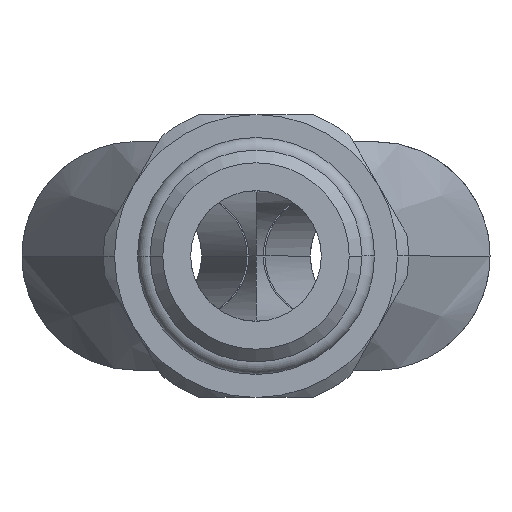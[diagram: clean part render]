
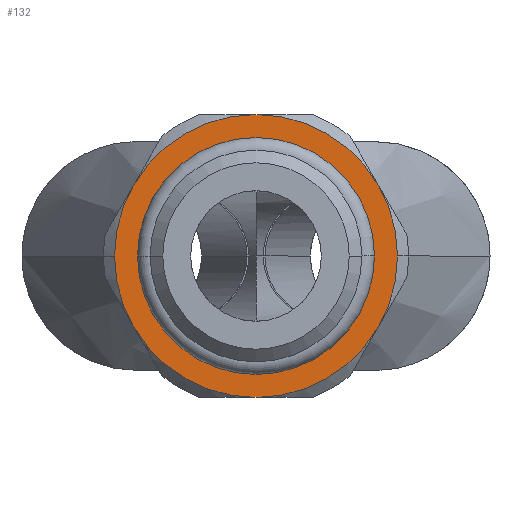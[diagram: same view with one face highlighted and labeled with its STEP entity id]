
A CAD part, front view. The second image highlights one B-rep face of the part: STEP entity #132.
In plain terms, the highlighted planar face has unit normal (0, -1, 0).
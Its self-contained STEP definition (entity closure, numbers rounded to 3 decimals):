
#132=ADVANCED_FACE('',(#351,#352),#353,.F.);
#351=FACE_BOUND('',#626,.T.);
#352=FACE_OUTER_BOUND('',#627,.T.);
#353=PLANE('',#628);
#626=EDGE_LOOP('',(#1362,#1363,#1364));
#627=EDGE_LOOP('',(#1365,#1366,#1367,#1368,#1369,#1370,#1371,#1372));
#628=AXIS2_PLACEMENT_3D('',#1373,#1374,#1375);
#1362=ORIENTED_EDGE('',*,*,#1881,.T.);
#1363=ORIENTED_EDGE('',*,*,#1785,.T.);
#1364=ORIENTED_EDGE('',*,*,#1882,.T.);
#1365=ORIENTED_EDGE('',*,*,#1769,.F.);
#1366=ORIENTED_EDGE('',*,*,#1899,.F.);
#1367=ORIENTED_EDGE('',*,*,#1903,.F.);
#1368=ORIENTED_EDGE('',*,*,#1765,.F.);
#1369=ORIENTED_EDGE('',*,*,#1908,.F.);
#1370=ORIENTED_EDGE('',*,*,#1912,.F.);
#1371=ORIENTED_EDGE('',*,*,#1916,.F.);
#1372=ORIENTED_EDGE('',*,*,#1895,.F.);
#1373=CARTESIAN_POINT('',(0.,4.6,0.));
#1374=DIRECTION('',(0.0,1.0,0.0));
#1375=DIRECTION('',(0.0,0.0,1.0));
#1765=EDGE_CURVE('',#2097,#2099,#2100,.T.);
#1769=EDGE_CURVE('',#2104,#2102,#2106,.T.);
#1785=EDGE_CURVE('',#2130,#2132,#2134,.T.);
#1881=EDGE_CURVE('',#2291,#2130,#2292,.T.);
#1882=EDGE_CURVE('',#2132,#2291,#2293,.T.);
#1895=EDGE_CURVE('',#2102,#2310,#2311,.T.);
#1899=EDGE_CURVE('',#2316,#2104,#2318,.T.);
#1903=EDGE_CURVE('',#2099,#2316,#2324,.T.);
#1908=EDGE_CURVE('',#2330,#2097,#2332,.T.);
#1912=EDGE_CURVE('',#2337,#2330,#2339,.T.);
#1916=EDGE_CURVE('',#2310,#2337,#2345,.T.);
#2097=VERTEX_POINT('',#2755);
#2099=VERTEX_POINT('',#2758);
#2100=CIRCLE('',#2759,6.5);
#2102=VERTEX_POINT('',#2772);
#2104=VERTEX_POINT('',#2775);
#2106=CIRCLE('',#2788,6.5);
#2130=VERTEX_POINT('',#2820);
#2132=VERTEX_POINT('',#2822);
#2134=CIRCLE('',#2824,5.445);
#2291=VERTEX_POINT('',#3036);
#2292=CIRCLE('',#3037,5.445);
#2293=CIRCLE('',#3038,5.445);
#2310=VERTEX_POINT('',#3055);
#2311=CIRCLE('',#3056,6.5);
#2316=VERTEX_POINT('',#3072);
#2318=CIRCLE('',#3085,6.5);
#2324=CIRCLE('',#3113,6.5);
#2330=VERTEX_POINT('',#3130);
#2332=CIRCLE('',#3143,6.5);
#2337=VERTEX_POINT('',#3159);
#2339=CIRCLE('',#3172,6.5);
#2345=CIRCLE('',#3200,6.5);
#2755=CARTESIAN_POINT('',(6.5,4.6,0.));
#2758=CARTESIAN_POINT('',(5.629,4.6,-3.25));
#2759=AXIS2_PLACEMENT_3D('',#3712,#3713,#3714);
#2772=CARTESIAN_POINT('',(-6.5,4.6,0.));
#2775=CARTESIAN_POINT('',(-5.629,4.6,-3.25));
#2788=AXIS2_PLACEMENT_3D('',#3716,#3717,#3718);
#2820=CARTESIAN_POINT('',(5.445,4.6,0.));
#2822=CARTESIAN_POINT('',(-5.445,4.6,0.));
#2824=AXIS2_PLACEMENT_3D('',#3748,#3749,#3750);
#3036=CARTESIAN_POINT('',(0.,4.6,5.445));
#3037=AXIS2_PLACEMENT_3D('',#3926,#3927,#3928);
#3038=AXIS2_PLACEMENT_3D('',#3929,#3930,#3931);
#3055=CARTESIAN_POINT('',(-5.629,4.6,3.25));
#3056=AXIS2_PLACEMENT_3D('',#3968,#3969,#3970);
#3072=CARTESIAN_POINT('',(0.0,4.6,-6.5));
#3085=AXIS2_PLACEMENT_3D('',#3974,#3975,#3976);
#3113=AXIS2_PLACEMENT_3D('',#3980,#3981,#3982);
#3130=CARTESIAN_POINT('',(5.629,4.6,3.25));
#3143=AXIS2_PLACEMENT_3D('',#3989,#3990,#3991);
#3159=CARTESIAN_POINT('',(0.,4.6,6.5));
#3172=AXIS2_PLACEMENT_3D('',#3995,#3996,#3997);
#3200=AXIS2_PLACEMENT_3D('',#4001,#4002,#4003);
#3712=CARTESIAN_POINT('',(0.0,4.6,0.0));
#3713=DIRECTION('',(-0.0,1.0,0.0));
#3714=DIRECTION('',(1.0,0.0,0.0));
#3716=CARTESIAN_POINT('',(0.0,4.6,0.0));
#3717=DIRECTION('',(-0.0,1.0,0.0));
#3718=DIRECTION('',(1.0,0.0,0.0));
#3748=CARTESIAN_POINT('',(0.0,4.6,0.0));
#3749=DIRECTION('',(0.0,1.0,0.0));
#3750=DIRECTION('',(0.0,0.0,-1.0));
#3926=CARTESIAN_POINT('',(0.0,4.6,0.0));
#3927=DIRECTION('',(0.0,1.0,0.0));
#3928=DIRECTION('',(0.0,0.0,-1.0));
#3929=CARTESIAN_POINT('',(0.0,4.6,0.0));
#3930=DIRECTION('',(0.0,1.0,0.0));
#3931=DIRECTION('',(0.0,0.0,-1.0));
#3968=CARTESIAN_POINT('',(0.0,4.6,0.0));
#3969=DIRECTION('',(-0.0,1.0,0.0));
#3970=DIRECTION('',(1.0,0.0,0.0));
#3974=CARTESIAN_POINT('',(0.0,4.6,0.0));
#3975=DIRECTION('',(-0.0,1.0,0.0));
#3976=DIRECTION('',(1.0,0.0,0.0));
#3980=CARTESIAN_POINT('',(0.0,4.6,0.0));
#3981=DIRECTION('',(-0.0,1.0,0.0));
#3982=DIRECTION('',(1.0,0.0,0.0));
#3989=CARTESIAN_POINT('',(0.0,4.6,0.0));
#3990=DIRECTION('',(-0.0,1.0,0.0));
#3991=DIRECTION('',(1.0,0.0,0.0));
#3995=CARTESIAN_POINT('',(0.0,4.6,0.0));
#3996=DIRECTION('',(-0.0,1.0,0.0));
#3997=DIRECTION('',(1.0,0.0,0.0));
#4001=CARTESIAN_POINT('',(0.0,4.6,0.0));
#4002=DIRECTION('',(-0.0,1.0,0.0));
#4003=DIRECTION('',(1.0,0.0,0.0));
